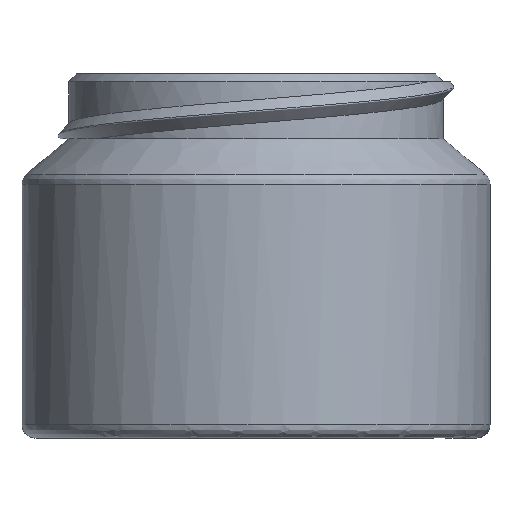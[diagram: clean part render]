
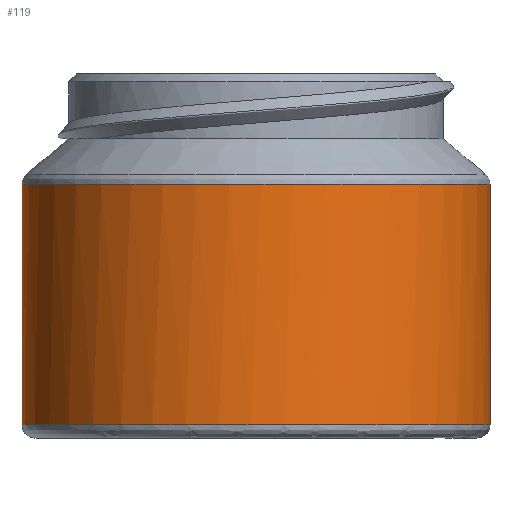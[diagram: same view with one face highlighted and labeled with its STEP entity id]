
A CAD part, front view. The second image highlights one B-rep face of the part: STEP entity #119.
In plain terms, the highlighted cylindrical face has radius 18 mm (diameter 36 mm), a partial arc.
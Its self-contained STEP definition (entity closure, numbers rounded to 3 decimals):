
#119=ADVANCED_FACE('',(#223),#1412,.T.);
#223=FACE_OUTER_BOUND('',#335,.T.);
#335=EDGE_LOOP('',(#776,#777,#778,#779));
#776=ORIENTED_EDGE('',*,*,#1022,.T.);
#777=ORIENTED_EDGE('',*,*,#834,.T.);
#778=ORIENTED_EDGE('',*,*,#840,.T.);
#779=ORIENTED_EDGE('',*,*,#1021,.F.);
#834=EDGE_CURVE('',#1287,#1289,#1057,.T.);
#840=EDGE_CURVE('',#1289,#1399,#1063,.T.);
#1021=EDGE_CURVE('',#1398,#1399,#1064,.T.);
#1022=EDGE_CURVE('',#1398,#1287,#1065,.T.);
#1057=(
BOUNDED_CURVE()
B_SPLINE_CURVE(1,(#4511,#4512),.UNSPECIFIED.,.F.,.F.)
B_SPLINE_CURVE_WITH_KNOTS((2,2),(1.,19.534),
 .UNSPECIFIED.)
CURVE()
GEOMETRIC_REPRESENTATION_ITEM()
RATIONAL_B_SPLINE_CURVE((1.,1.))
REPRESENTATION_ITEM('')
);
#1063=(
BOUNDED_CURVE()
B_SPLINE_CURVE(2,(#4534,#4535,#4536,#4537,#4538),.UNSPECIFIED.,.F.,.F.)
B_SPLINE_CURVE_WITH_KNOTS((3,2,3),(0.,26.703,53.407),
 .UNSPECIFIED.)
CURVE()
GEOMETRIC_REPRESENTATION_ITEM()
RATIONAL_B_SPLINE_CURVE((1.,0.707,1.,0.707,1.))
REPRESENTATION_ITEM('')
);
#1064=(
BOUNDED_CURVE()
B_SPLINE_CURVE(1,(#5259,#5260),.UNSPECIFIED.,.F.,.F.)
B_SPLINE_CURVE_WITH_KNOTS((2,2),(1.,19.534),.UNSPECIFIED.)
CURVE()
GEOMETRIC_REPRESENTATION_ITEM()
RATIONAL_B_SPLINE_CURVE((1.,1.))
REPRESENTATION_ITEM('')
);
#1065=(
BOUNDED_CURVE()
B_SPLINE_CURVE(2,(#5261,#5262,#5263,#5264,#5265),.UNSPECIFIED.,.F.,.F.)
B_SPLINE_CURVE_WITH_KNOTS((3,2,3),(53.407,80.11,106.813),
 .UNSPECIFIED.)
CURVE()
GEOMETRIC_REPRESENTATION_ITEM()
RATIONAL_B_SPLINE_CURVE((1.,0.707,1.,0.707,1.))
REPRESENTATION_ITEM('')
);
#1287=VERTEX_POINT('',#4099);
#1289=VERTEX_POINT('',#4101);
#1398=VERTEX_POINT('',#4210);
#1399=VERTEX_POINT('',#4211);
#1412=CYLINDRICAL_SURFACE('',#1677,18.);
#1677=AXIS2_PLACEMENT_3D('',#3929,#1771,$);
#1771=DIRECTION('',(0.,0.,1.));
#3929=CARTESIAN_POINT('',(199.79,0.042,-14.5));
#4099=CARTESIAN_POINT('',(217.79,0.042,-24.));
#4101=CARTESIAN_POINT('',(217.79,0.042,-5.466));
#4210=CARTESIAN_POINT('',(181.79,0.042,-24.));
#4211=CARTESIAN_POINT('',(181.79,0.042,-5.466));
#4511=CARTESIAN_POINT('',(217.79,0.042,-24.));
#4512=CARTESIAN_POINT('',(217.79,0.042,-5.466));
#4534=CARTESIAN_POINT('',(217.79,0.042,-5.466));
#4535=CARTESIAN_POINT('',(217.79,-17.958,-5.466));
#4536=CARTESIAN_POINT('',(199.79,-17.958,-5.466));
#4537=CARTESIAN_POINT('',(181.79,-17.958,-5.466));
#4538=CARTESIAN_POINT('',(181.79,0.042,-5.466));
#5259=CARTESIAN_POINT('',(181.79,0.042,-24.));
#5260=CARTESIAN_POINT('',(181.79,0.042,-5.466));
#5261=CARTESIAN_POINT('',(181.79,0.042,-24.));
#5262=CARTESIAN_POINT('',(181.79,-17.958,-24.));
#5263=CARTESIAN_POINT('',(199.79,-17.958,-24.));
#5264=CARTESIAN_POINT('',(217.79,-17.958,-24.));
#5265=CARTESIAN_POINT('',(217.79,0.042,-24.));
